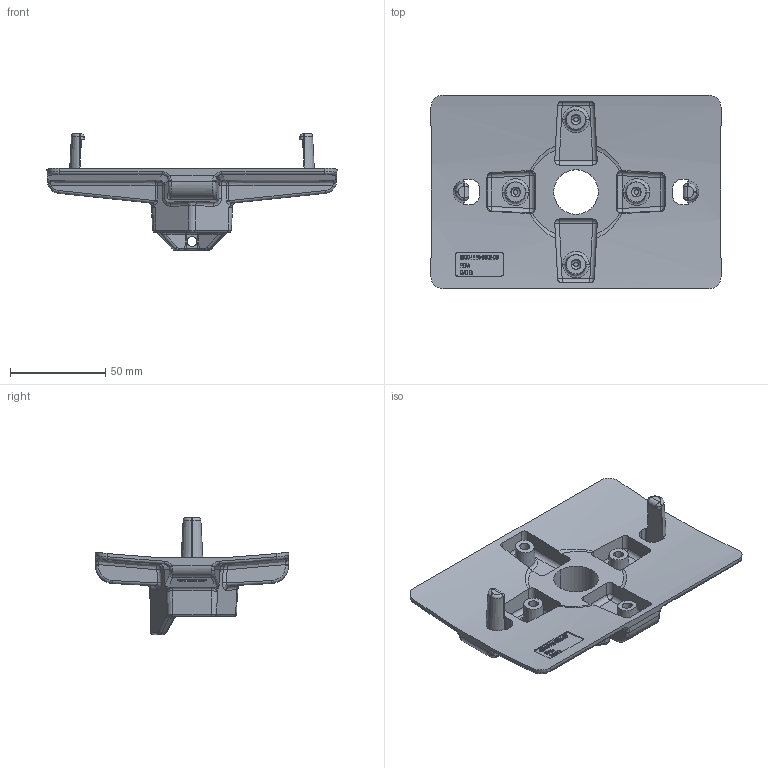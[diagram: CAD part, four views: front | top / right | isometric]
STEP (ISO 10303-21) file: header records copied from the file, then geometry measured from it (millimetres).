
FILE_DESCRIPTION((''),'2;1');
FILE_NAME('1000RHB000100','2019-07-25T',('Randalsc'),(''),'PRO/ENGINEER BY PARAMETRIC TECHNOLOGY CORPORATION, 2014000','PRO/ENGINEER BY PARAMETRIC TECHNOLOGY CORPORATION, 2014000','');
FILE_SCHEMA(('CONFIG_CONTROL_DESIGN'));
Length unit declared in the file: inch
Products named in the file (1): 1000RHB000100
Bounding box: 152.67 x 102.01 x 61.62 mm (x, y, z)
Volume: 100541.7 mm3; surface area: 47589.7 mm2
Topology: 1 solids, 1 shells, 1032 faces, 2679 edges, 1700 vertices
Faces by surface type: plane 698, bspline 143, cylinder 135, cone 27, sphere 20, torus 9
Entity records: 38217 total; most frequent: CARTESIAN_POINT 14075, ORIENTED_EDGE 5358, DIRECTION 4365, EDGE_CURVE 2679, VECTOR 2047, LINE 2047, VERTEX_POINT 1700, AXIS2_PLACEMENT_3D 1159
